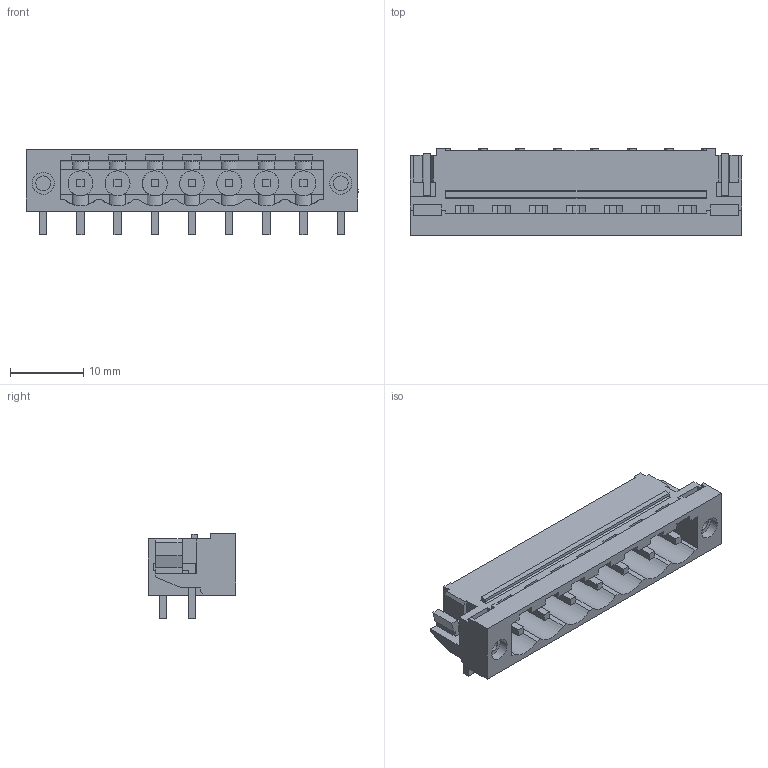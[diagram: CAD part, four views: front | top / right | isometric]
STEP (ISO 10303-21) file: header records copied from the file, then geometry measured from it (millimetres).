
FILE_DESCRIPTION(('CATIA V5R22 STEP214','CAx-IF Rec.Pracs.--- Model Styling and Organization---1.4--- 2014-01-23'),'2;1');
FILE_NAME ('D1456964_1_1837680000_1837680000.stp','2023-05-11T06:54:51+00:00',('none'),('Weidmueller'),'CATIA Version 5-6 Release 2016 SP3 HF44','CATIA V5 STEP AP214','none');
FILE_SCHEMA(('AUTOMOTIVE_DESIGN { 1 0 10303 214 1 1 1 1 }'));
Length unit declared in the file: millimetre
Products named in the file (1): 1837680000
Bounding box: 45.36 x 12 x 11.63 mm (x, y, z)
Volume: 1860.1 mm3; surface area: 4061.3 mm2
Topology: 10 solids, 10 shells, 515 faces, 1548 edges, 1022 vertices
Faces by surface type: plane 421, cylinder 78, extrusion 16
Entity records: 16604 total; most frequent: CARTESIAN_POINT 3778, ORIENTED_EDGE 3096, DIRECTION 1957, EDGE_CURVE 1548, VECTOR 1207, LINE 1191, VERTEX_POINT 1022, EDGE_LOOP 548
